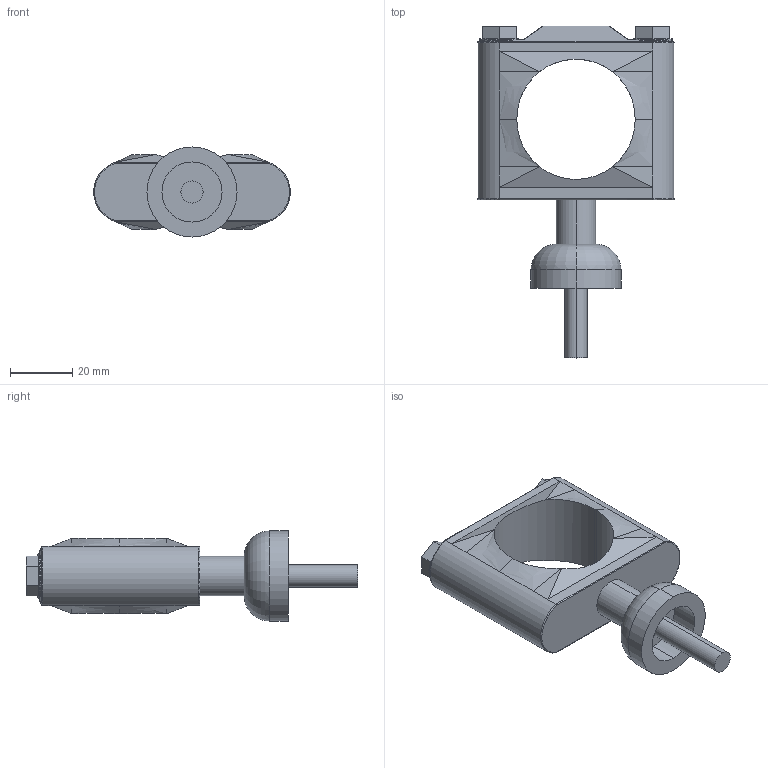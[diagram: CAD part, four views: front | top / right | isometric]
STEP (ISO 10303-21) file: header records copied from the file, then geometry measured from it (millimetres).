
FILE_DESCRIPTION (( 'STEP AP214' ), '1' );
FILE_NAME ('ZC1PC1.0P304ZP.STEP', '2023-05-30T16:59:14', ( '' ), ( '' ), 'SwSTEP 2.0', 'SolidWorks 2018', '' );
FILE_SCHEMA (( 'AUTOMOTIVE_DESIGN' ));
Length unit declared in the file: inch
Products named in the file (1): ZC1PC1.0P304ZP
Bounding box: 63.17 x 106.68 x 28.96 mm (x, y, z)
Volume: 48878 mm3; surface area: 14696.1 mm2
Topology: 1 solids, 1 shells, 153 faces, 364 edges, 210 vertices
Faces by surface type: plane 68, cylinder 37, bspline 32, torus 14, sphere 2
Entity records: 5692 total; most frequent: CARTESIAN_POINT 2440, ORIENTED_EDGE 720, DIRECTION 606, EDGE_CURVE 360, AXIS2_PLACEMENT_3D 226, VERTEX_POINT 210, EDGE_LOOP 156, LINE 154
